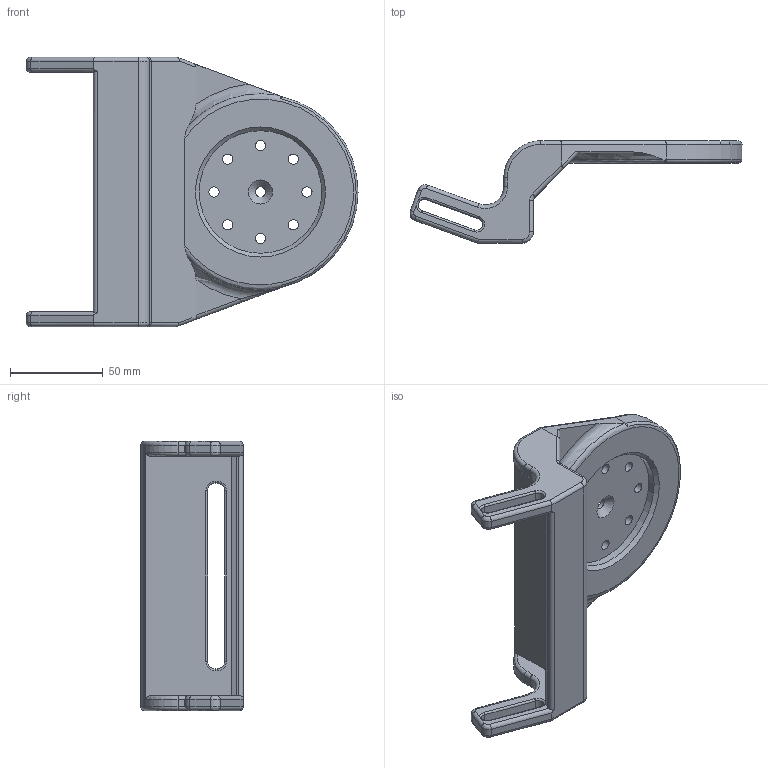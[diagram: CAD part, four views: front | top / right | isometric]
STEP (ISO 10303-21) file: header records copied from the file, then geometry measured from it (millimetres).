
FILE_DESCRIPTION(/* description */ (''),/* implementation_level */ '2;1');
FILE_NAME(/* name */ 'Realsense_Flansch.stp',/* time_stamp */ '2023-11-28T11:47:58+01:00',/* author */ ('georg'),/* organization */ (''),/* preprocessor_version */ 'ST-DEVELOPER v19',/* originating_system */ 'Autodesk Inventor 2023',/* authorisation */ '');
FILE_SCHEMA (('AUTOMOTIVE_DESIGN { 1 0 10303 214 3 1 1 }'));
Length unit declared in the file: millimetre
Products named in the file (1): Realsense_Flansch
Bounding box: 178.71 x 55 x 145 mm (x, y, z)
Volume: 222094.6 mm3; surface area: 55917.2 mm2
Topology: 1 solids, 1 shells, 154 faces, 384 edges, 229 vertices
Faces by surface type: cylinder 75, torus 33, plane 33, bspline 11, cone 2
Full cylindrical faces by diameter (mm): 5.5 x9, 66 x1
Entity records: 5010 total; most frequent: CARTESIAN_POINT 1199, DIRECTION 845, ORIENTED_EDGE 768, EDGE_CURVE 384, AXIS2_PLACEMENT_3D 341, VERTEX_POINT 229, CIRCLE 184, EDGE_LOOP 175
